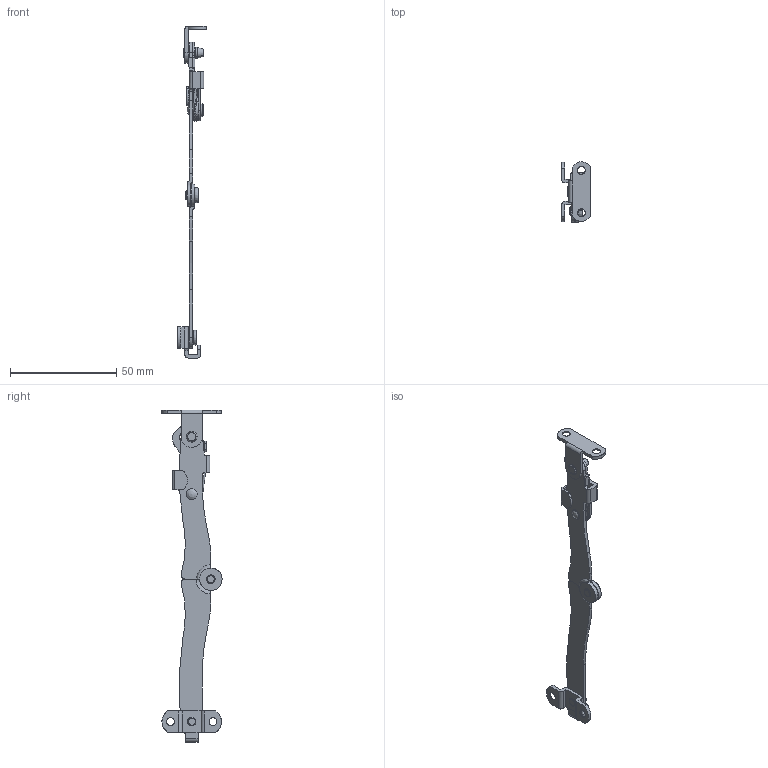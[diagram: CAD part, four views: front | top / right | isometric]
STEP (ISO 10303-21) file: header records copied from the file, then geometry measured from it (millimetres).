
FILE_DESCRIPTION((''),'2;1');
FILE_NAME('','2009-03-18T09:40:53',(''),(''),'','CADfix','');
FILE_SCHEMA(('AUTOMOTIVE_DESIGN { 1 0 10303 214 1 1 1 1 }'));
Length unit declared in the file: millimetre
Bounding box: 13.6 x 28.25 x 156.2 mm (x, y, z)
Volume: 5149.5 mm3; surface area: 8354.8 mm2
Topology: 10 solids, 10 shells, 251 faces, 889 edges, 670 vertices
Faces by surface type: bspline 251
Entity records: 14464 total; most frequent: CARTESIAN_POINT 9143, ORIENTED_EDGE 1778, EDGE_CURVE 889, VERTEX_POINT 670, B_SPLINE_CURVE_WITH_KNOTS 573, QUASI_UNIFORM_CURVE 314, EDGE_LOOP 291, FACE_OUTER_BOUND 251
